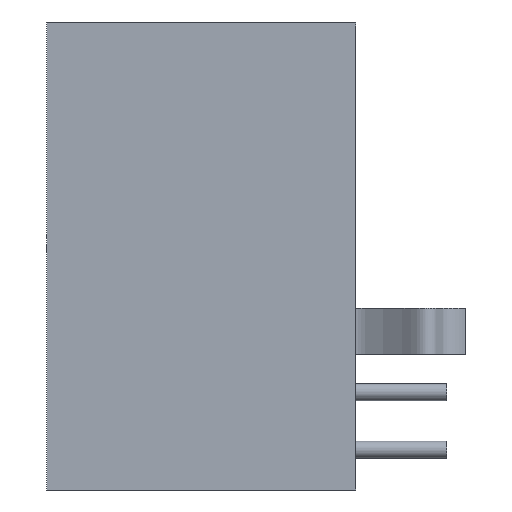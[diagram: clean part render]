
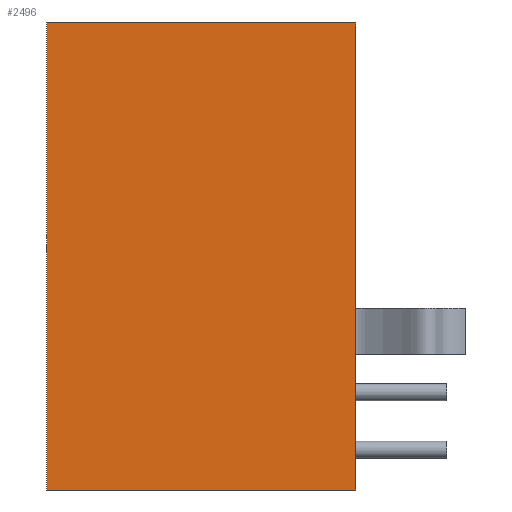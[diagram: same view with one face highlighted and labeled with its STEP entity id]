
A CAD part, left-side view. The second image highlights one B-rep face of the part: STEP entity #2496.
In plain terms, the highlighted planar face has unit normal (-1, 0, 0).
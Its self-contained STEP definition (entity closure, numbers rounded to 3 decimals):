
#121 = VECTOR ( 'NONE', #854, 1000. ) ;
#162 = ORIENTED_EDGE ( 'NONE', *, *, #672, .F. ) ;
#213 = VECTOR ( 'NONE', #926, 1000. ) ;
#264 = VECTOR ( 'NONE', #1974, 1000. ) ;
#352 = VECTOR ( 'NONE', #1155, 1000. ) ;
#415 = ORIENTED_EDGE ( 'NONE', *, *, #2057, .T. ) ;
#419 = VECTOR ( 'NONE', #1972, 1000. ) ;
#480 = CARTESIAN_POINT ( 'NONE',  ( -8.1, 4.7, -16.2 ) ) ;
#492 = CARTESIAN_POINT ( 'NONE',  ( -8.1, -6., -16.2 ) ) ;
#495 = CARTESIAN_POINT ( 'NONE',  ( -8.1, 4.7, 0. ) ) ;
#544 = EDGE_CURVE ( 'NONE', #1818, #767, #1962, .T. ) ;
#563 = CARTESIAN_POINT ( 'NONE',  ( -8.1, 4.7, -16.2 ) ) ;
#565 = CARTESIAN_POINT ( 'NONE',  ( -8.1, -6., -20.288 ) ) ;
#624 = EDGE_CURVE ( 'NONE', #699, #2403, #817, .T. ) ;
#672 = EDGE_CURVE ( 'NONE', #2038, #2463, #1676, .T. ) ;
#679 = DIRECTION ( 'NONE',  ( 0., 0., 1. ) ) ;
#692 = DIRECTION ( 'NONE',  ( 0., -1., 0. ) ) ;
#699 = VERTEX_POINT ( 'NONE', #1643 ) ;
#753 = CARTESIAN_POINT ( 'NONE',  ( -8.1, 4.7, -16.2 ) ) ;
#767 = VERTEX_POINT ( 'NONE', #1151 ) ;
#817 = LINE ( 'NONE', #2126, #213 ) ;
#854 = DIRECTION ( 'NONE',  ( 0., 0., 1. ) ) ;
#926 = DIRECTION ( 'NONE',  ( 0., 0., 1. ) ) ;
#963 = LINE ( 'NONE', #563, #419 ) ;
#1107 = EDGE_CURVE ( 'NONE', #2038, #1818, #963, .T. ) ;
#1140 = ORIENTED_EDGE ( 'NONE', *, *, #2522, .F. ) ;
#1151 = CARTESIAN_POINT ( 'NONE',  ( -8.1, -6., -11.5 ) ) ;
#1155 = DIRECTION ( 'NONE',  ( 0., 0., 1. ) ) ;
#1268 = FACE_OUTER_BOUND ( 'NONE', #1808, .T. ) ;
#1326 = PLANE ( 'NONE',  #2215 ) ;
#1458 = ORIENTED_EDGE ( 'NONE', *, *, #544, .T. ) ;
#1643 = CARTESIAN_POINT ( 'NONE',  ( -8.1, -6., -9.9 ) ) ;
#1673 = CARTESIAN_POINT ( 'NONE',  ( -8.1, 4.7, -16.2 ) ) ;
#1676 = LINE ( 'NONE', #1673, #121 ) ;
#1808 = EDGE_LOOP ( 'NONE', ( #1140, #162, #2284, #1458, #415, #2048 ) ) ;
#1818 = VERTEX_POINT ( 'NONE', #492 ) ;
#1881 = CARTESIAN_POINT ( 'NONE',  ( -8.1, -6., 0. ) ) ;
#1886 = DIRECTION ( 'NONE',  ( -1., 0., 0. ) ) ;
#1903 = LINE ( 'NONE', #2090, #2435 ) ;
#1962 = LINE ( 'NONE', #2362, #352 ) ;
#1972 = DIRECTION ( 'NONE',  ( 0., -1., 0. ) ) ;
#1974 = DIRECTION ( 'NONE',  ( 0., 0., 1. ) ) ;
#2038 = VERTEX_POINT ( 'NONE', #753 ) ;
#2048 = ORIENTED_EDGE ( 'NONE', *, *, #624, .T. ) ;
#2057 = EDGE_CURVE ( 'NONE', #767, #699, #2354, .T. ) ;
#2090 = CARTESIAN_POINT ( 'NONE',  ( -8.1, 4.7, 0. ) ) ;
#2126 = CARTESIAN_POINT ( 'NONE',  ( -8.1, -6., -16.2 ) ) ;
#2215 = AXIS2_PLACEMENT_3D ( 'NONE', #480, #1886, #679 ) ;
#2284 = ORIENTED_EDGE ( 'NONE', *, *, #1107, .T. ) ;
#2354 = LINE ( 'NONE', #565, #264 ) ;
#2362 = CARTESIAN_POINT ( 'NONE',  ( -8.1, -6., -16.2 ) ) ;
#2403 = VERTEX_POINT ( 'NONE', #1881 ) ;
#2435 = VECTOR ( 'NONE', #692, 1000. ) ;
#2463 = VERTEX_POINT ( 'NONE', #495 ) ;
#2496 = ADVANCED_FACE ( 'NONE', ( #1268 ), #1326, .T. ) ;
#2522 = EDGE_CURVE ( 'NONE', #2463, #2403, #1903, .T. ) ;
